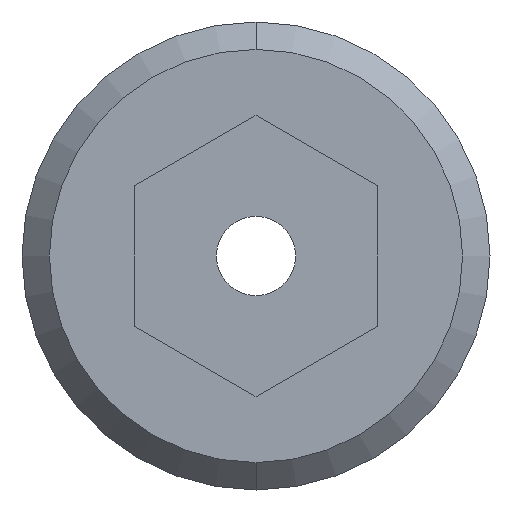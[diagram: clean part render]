
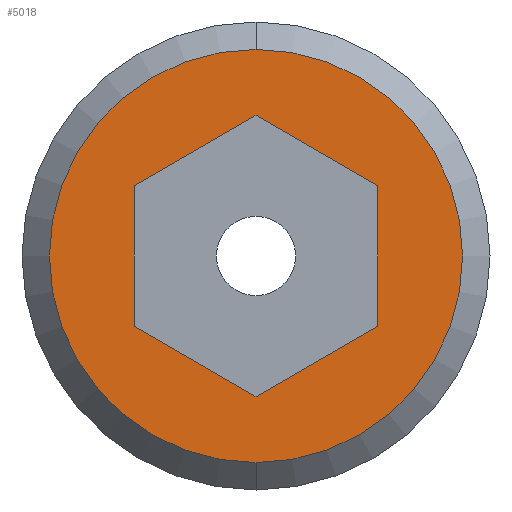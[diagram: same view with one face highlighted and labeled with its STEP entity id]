
A CAD part, left-side view. The second image highlights one B-rep face of the part: STEP entity #5018.
In plain terms, the highlighted planar face has unit normal (-1, 0, 0).
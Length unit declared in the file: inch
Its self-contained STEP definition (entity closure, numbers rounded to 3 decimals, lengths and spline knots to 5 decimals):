
#2115=CARTESIAN_POINT('',(-0.188,0.,0.));
#2116=DIRECTION('',(-1.,0.,0.));
#2117=DIRECTION('',(0.,1.,0.));
#2118=AXIS2_PLACEMENT_3D('',#2115,#2116,#2117);
#2133=DIRECTION('',(0.,0.5,0.866));
#2134=VECTOR('',#2133,0.09238);
#2135=CARTESIAN_POINT('',(-0.188,0.04619,-0.08));
#2136=LINE('',#2135,#2134);
#2137=DIRECTION('',(0.,1.,0.));
#2138=VECTOR('',#2137,0.09238);
#2139=CARTESIAN_POINT('',(-0.188,-0.04619,-0.08));
#2140=LINE('',#2139,#2138);
#2141=DIRECTION('',(0.,0.5,-0.866));
#2142=VECTOR('',#2141,0.09238);
#2143=CARTESIAN_POINT('',(-0.188,-0.09238,0.));
#2144=LINE('',#2143,#2142);
#2145=DIRECTION('',(0.,-0.5,-0.866));
#2146=VECTOR('',#2145,0.09238);
#2147=CARTESIAN_POINT('',(-0.188,-0.04619,0.08));
#2148=LINE('',#2147,#2146);
#2149=DIRECTION('',(0.,-1.,0.));
#2150=VECTOR('',#2149,0.09238);
#2151=CARTESIAN_POINT('',(-0.188,0.04619,0.08));
#2152=LINE('',#2151,#2150);
#2153=DIRECTION('',(0.,-0.5,0.866));
#2154=VECTOR('',#2153,0.09238);
#2155=CARTESIAN_POINT('',(-0.188,0.09238,0.));
#2156=LINE('',#2155,#2154);
#2157=CARTESIAN_POINT('',(-0.188,0.,0.));
#2158=DIRECTION('',(1.,0.,0.));
#2159=DIRECTION('',(0.,1.,0.));
#2160=AXIS2_PLACEMENT_3D('',#2157,#2158,#2159);
#2317=CARTESIAN_POINT('',(-0.188,0.13575,0.));
#2318=CARTESIAN_POINT('',(-0.188,-0.13575,0.));
#2319=VERTEX_POINT('',#2317);
#2320=VERTEX_POINT('',#2318);
#2337=CARTESIAN_POINT('',(-0.188,0.04619,-0.08));
#2338=CARTESIAN_POINT('',(-0.188,0.09238,0.));
#2339=VERTEX_POINT('',#2337);
#2340=VERTEX_POINT('',#2338);
#2341=CARTESIAN_POINT('',(-0.188,-0.04619,-0.08));
#2342=VERTEX_POINT('',#2341);
#2343=CARTESIAN_POINT('',(-0.188,-0.09238,0.));
#2344=VERTEX_POINT('',#2343);
#2345=CARTESIAN_POINT('',(-0.188,-0.04619,0.08));
#2346=VERTEX_POINT('',#2345);
#2347=CARTESIAN_POINT('',(-0.188,0.04619,0.08));
#2348=VERTEX_POINT('',#2347);
#4994=CARTESIAN_POINT('',(-0.188,0.,0.));
#4995=DIRECTION('',(1.,0.,0.));
#4996=DIRECTION('',(0.,-1.,0.));
#4997=AXIS2_PLACEMENT_3D('',#4994,#4995,#4996);
#4998=PLANE('',#4997);
#4999=ORIENTED_EDGE('',*,*,#4984,.F.);
#5001=ORIENTED_EDGE('',*,*,#5000,.T.);
#5002=EDGE_LOOP('',(#4999,#5001));
#5003=FACE_OUTER_BOUND('',#5002,.F.);
#5005=ORIENTED_EDGE('',*,*,#5004,.F.);
#5007=ORIENTED_EDGE('',*,*,#5006,.F.);
#5009=ORIENTED_EDGE('',*,*,#5008,.F.);
#5011=ORIENTED_EDGE('',*,*,#5010,.F.);
#5013=ORIENTED_EDGE('',*,*,#5012,.F.);
#5015=ORIENTED_EDGE('',*,*,#5014,.F.);
#5016=EDGE_LOOP('',(#5005,#5007,#5009,#5011,#5013,#5015));
#5017=FACE_BOUND('',#5016,.F.);
#2119=CIRCLE('',#2118,0.13575);
#2161=CIRCLE('',#2160,0.13575);
#4984=EDGE_CURVE('',#2319,#2320,#2119,.T.);
#5000=EDGE_CURVE('',#2319,#2320,#2161,.T.);
#5004=EDGE_CURVE('',#2339,#2340,#2136,.T.);
#5006=EDGE_CURVE('',#2342,#2339,#2140,.T.);
#5008=EDGE_CURVE('',#2344,#2342,#2144,.T.);
#5010=EDGE_CURVE('',#2346,#2344,#2148,.T.);
#5012=EDGE_CURVE('',#2348,#2346,#2152,.T.);
#5014=EDGE_CURVE('',#2340,#2348,#2156,.T.);
#5018=ADVANCED_FACE('',(#5003,#5017),#4998,.F.);
